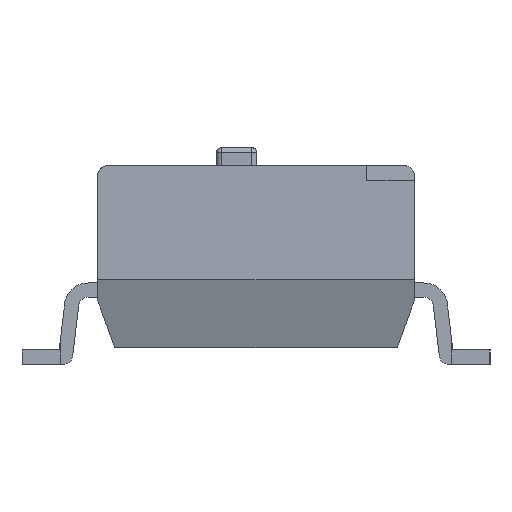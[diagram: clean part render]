
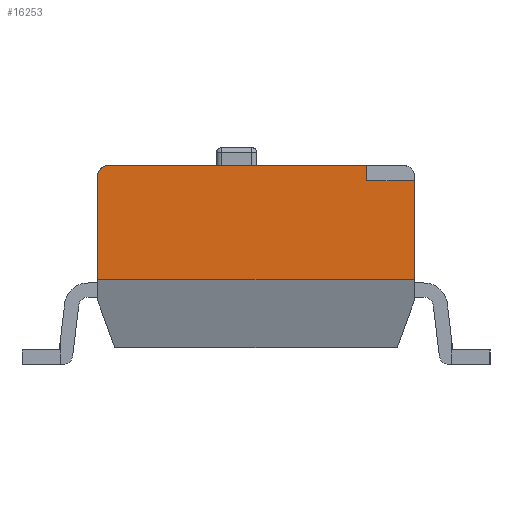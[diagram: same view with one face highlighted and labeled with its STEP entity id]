
A CAD part, left-side view. The second image highlights one B-rep face of the part: STEP entity #16253.
In plain terms, the highlighted face is planar.
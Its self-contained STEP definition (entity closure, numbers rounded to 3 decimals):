
#677=CIRCLE('',#17329,0.2);
#1065=FACE_OUTER_BOUND('',#1984,.T.);
#1984=EDGE_LOOP('',(#10325,#10326,#10327,#10328,#10329,#10330,#10331));
#2896=LINE('',#21935,#4590);
#2900=LINE('',#21945,#4594);
#2907=LINE('',#21963,#4601);
#2912=LINE('',#21972,#4606);
#3016=LINE('',#23430,#4710);
#3017=LINE('',#23431,#4711);
#4590=VECTOR('',#18301,1000.);
#4594=VECTOR('',#18307,1000.);
#4601=VECTOR('',#18322,10.);
#4606=VECTOR('',#18329,1000.);
#4710=VECTOR('',#18443,10.);
#4711=VECTOR('',#18444,1000.);
#6278=VERTEX_POINT('',#21921);
#6284=VERTEX_POINT('',#21933);
#6288=VERTEX_POINT('',#21942);
#6289=VERTEX_POINT('',#21944);
#6295=VERTEX_POINT('',#21960);
#6296=VERTEX_POINT('',#21962);
#6299=VERTEX_POINT('',#21970);
#7804=EDGE_CURVE('',#6284,#6278,#2896,.T.);
#7808=EDGE_CURVE('',#6288,#6289,#2900,.T.);
#7817=EDGE_CURVE('',#6296,#6295,#2907,.T.);
#7822=EDGE_CURVE('',#6299,#6295,#2912,.T.);
#7992=EDGE_CURVE('',#6278,#6299,#677,.T.);
#8001=EDGE_CURVE('',#6284,#6289,#3016,.T.);
#8002=EDGE_CURVE('',#6296,#6288,#3017,.T.);
#10325=ORIENTED_EDGE('',*,*,#7992,.F.);
#10326=ORIENTED_EDGE('',*,*,#7804,.F.);
#10327=ORIENTED_EDGE('',*,*,#8001,.T.);
#10328=ORIENTED_EDGE('',*,*,#7808,.F.);
#10329=ORIENTED_EDGE('',*,*,#8002,.F.);
#10330=ORIENTED_EDGE('',*,*,#7817,.T.);
#10331=ORIENTED_EDGE('',*,*,#7822,.F.);
#14738=PLANE('',#17332);
#16253=ADVANCED_FACE('',(#1065),#14738,.F.);
#17329=AXIS2_PLACEMENT_3D('',#23356,#18430,#18431);
#17332=AXIS2_PLACEMENT_3D('',#23429,#18441,#18442);
#18301=DIRECTION('',(0.,1.,0.));
#18307=DIRECTION('',(0.,-1.,0.));
#18322=DIRECTION('',(0.,1.,0.));
#18329=DIRECTION('',(-1.,0.,0.));
#18430=DIRECTION('center_axis',(0.,0.,1.));
#18431=DIRECTION('ref_axis',(0.707,0.707,0.));
#18441=DIRECTION('center_axis',(0.,0.,1.));
#18442=DIRECTION('ref_axis',(1.,0.,0.));
#18443=DIRECTION('',(-1.,0.,0.));
#18444=DIRECTION('',(-1.,0.,0.));
#21921=CARTESIAN_POINT('',(3.35,-0.12,-0.025));
#21933=CARTESIAN_POINT('',(3.35,-2.328,-0.025));
#21935=CARTESIAN_POINT('',(3.35,-0.191,-0.025));
#21942=CARTESIAN_POINT('',(-3.35,-0.241,-0.025));
#21944=CARTESIAN_POINT('',(-3.35,-2.328,-0.025));
#21945=CARTESIAN_POINT('',(-3.35,-0.191,-0.025));
#21960=CARTESIAN_POINT('',(-2.347,0.08,-0.025));
#21962=CARTESIAN_POINT('',(-2.347,-0.241,-0.025));
#21963=CARTESIAN_POINT('',(-2.347,-1.57,-0.025));
#21970=CARTESIAN_POINT('',(3.15,0.08,-0.025));
#21972=CARTESIAN_POINT('',(3.17,0.08,-0.025));
#23356=CARTESIAN_POINT('Origin',(3.15,-0.12,-0.025));
#23429=CARTESIAN_POINT('Origin',(-3.555,-2.9,-0.025));
#23430=CARTESIAN_POINT('',(-3.273,-2.328,-0.025));
#23431=CARTESIAN_POINT('',(-3.372,-0.241,-0.025));
